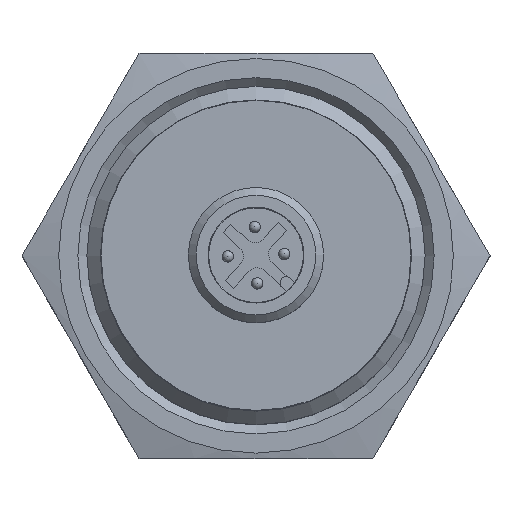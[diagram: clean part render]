
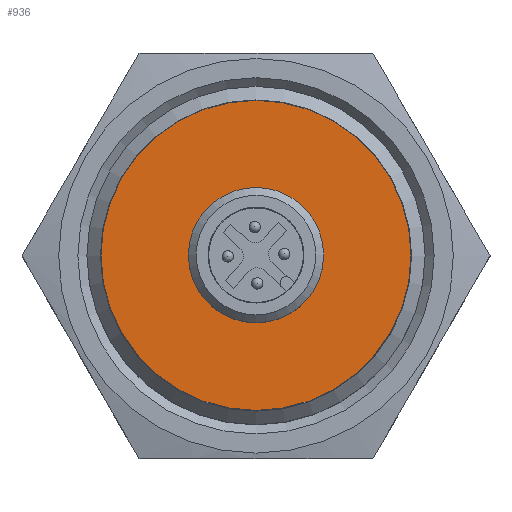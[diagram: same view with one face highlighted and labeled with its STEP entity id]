
A CAD part, top view. The second image highlights one B-rep face of the part: STEP entity #936.
In plain terms, the highlighted planar face has unit normal (0, 0, 1).
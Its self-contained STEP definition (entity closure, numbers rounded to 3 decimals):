
#173=PLANE($,#1046);
#220=FACE_BOUND($,#364,.T.);
#276=FACE_OUTER_BOUND($,#363,.T.);
#363=EDGE_LOOP($,(#818));
#364=EDGE_LOOP($,(#819));
#417=CIRCLE($,#1026,5.3);
#427=CIRCLE($,#1045,13.75);
#492=VERTEX_POINT($,#1541);
#502=VERTEX_POINT($,#1570);
#602=EDGE_CURVE($,#492,#492,#417,.T.);
#612=EDGE_CURVE($,#502,#502,#427,.T.);
#818=ORIENTED_EDGE($,*,*,#612,.F.);
#819=ORIENTED_EDGE($,*,*,#602,.T.);
#936=ADVANCED_FACE($,(#276,#220),#173,.F.);
#1026=AXIS2_PLACEMENT_3D($,#1542,#1264,#1265);
#1045=AXIS2_PLACEMENT_3D($,#1571,#1302,#1303);
#1046=AXIS2_PLACEMENT_3D($,#1572,#1304,#1305);
#1264=DIRECTION('center_axis',(0.,0.,-1.));
#1265=DIRECTION('ref_axis',(-1.,0.,0.));
#1302=DIRECTION('center_axis',(0.,0.,-1.));
#1303=DIRECTION('ref_axis',(-1.,0.,0.));
#1304=DIRECTION('center_axis',(0.,0.,-1.));
#1305=DIRECTION('ref_axis',(-1.,0.,0.));
#1541=CARTESIAN_POINT('',(5.3,0.,61.));
#1542=CARTESIAN_POINT('Origin',(0.,0.,61.));
#1570=CARTESIAN_POINT('',(13.75,0.,61.));
#1571=CARTESIAN_POINT('Origin',(0.,0.,61.));
#1572=CARTESIAN_POINT('Origin',(0.,0.,61.));
